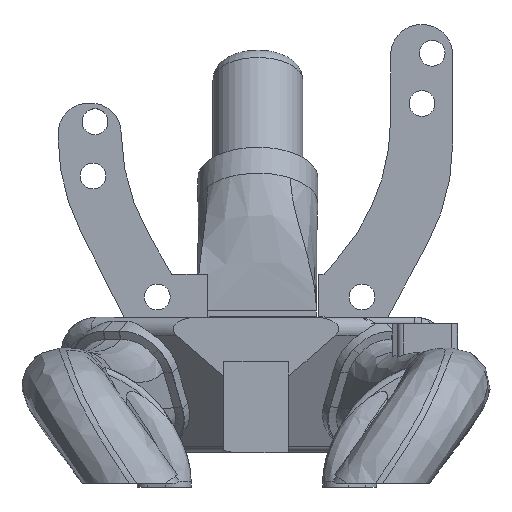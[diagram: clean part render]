
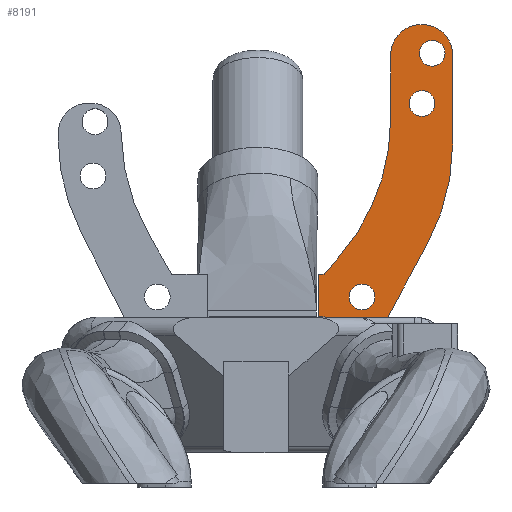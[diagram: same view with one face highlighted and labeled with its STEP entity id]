
A CAD part, front view. The second image highlights one B-rep face of the part: STEP entity #8191.
In plain terms, the highlighted planar face has unit normal (0, -1, 0).
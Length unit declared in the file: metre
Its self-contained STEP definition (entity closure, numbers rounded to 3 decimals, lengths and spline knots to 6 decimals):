
#366=CIRCLE('',#8705,0.00215);
#387=CIRCLE('',#8741,0.00215);
#388=CIRCLE('',#8742,0.034949);
#389=CIRCLE('',#8743,0.00507);
#390=CIRCLE('',#8744,0.00507);
#391=CIRCLE('',#8745,0.034949);
#392=CIRCLE('',#8746,0.00215);
#1394=ORIENTED_EDGE('',*,*,#3856,.T.);
#1395=ORIENTED_EDGE('',*,*,#3857,.T.);
#1396=ORIENTED_EDGE('',*,*,#3858,.T.);
#1397=ORIENTED_EDGE('',*,*,#3859,.F.);
#1398=ORIENTED_EDGE('',*,*,#3860,.T.);
#1399=ORIENTED_EDGE('',*,*,#3861,.F.);
#1400=ORIENTED_EDGE('',*,*,#3862,.T.);
#1401=ORIENTED_EDGE('',*,*,#3863,.T.);
#1402=ORIENTED_EDGE('',*,*,#3864,.T.);
#1403=ORIENTED_EDGE('',*,*,#3865,.T.);
#1404=ORIENTED_EDGE('',*,*,#3866,.T.);
#1405=ORIENTED_EDGE('',*,*,#3867,.F.);
#1406=ORIENTED_EDGE('',*,*,#3868,.F.);
#1407=ORIENTED_EDGE('',*,*,#3812,.T.);
#1408=ORIENTED_EDGE('',*,*,#3869,.F.);
#1409=ORIENTED_EDGE('',*,*,#3801,.T.);
#1410=ORIENTED_EDGE('',*,*,#3870,.F.);
#3801=EDGE_CURVE('',#5035,#5035,#366,.T.);
#3812=EDGE_CURVE('',#5046,#5047,#5810,.T.);
#3856=EDGE_CURVE('',#5082,#5082,#387,.T.);
#3857=EDGE_CURVE('',#5083,#5084,#5840,.T.);
#3858=EDGE_CURVE('',#5084,#5085,#388,.F.);
#3859=EDGE_CURVE('',#5086,#5085,#5841,.T.);
#3860=EDGE_CURVE('',#5086,#5087,#389,.F.);
#3861=EDGE_CURVE('',#5088,#5087,#5842,.T.);
#3862=EDGE_CURVE('',#5088,#5089,#390,.F.);
#3863=EDGE_CURVE('',#5089,#5090,#5843,.T.);
#3864=EDGE_CURVE('',#5090,#5091,#391,.T.);
#3865=EDGE_CURVE('',#5091,#5092,#5844,.T.);
#3866=EDGE_CURVE('',#5092,#5093,#5845,.T.);
#3867=EDGE_CURVE('',#5094,#5093,#5846,.F.);
#3868=EDGE_CURVE('',#5046,#5094,#5847,.T.);
#3869=EDGE_CURVE('',#5083,#5047,#5848,.T.);
#3870=EDGE_CURVE('',#5095,#5095,#392,.T.);
#5035=VERTEX_POINT('',#12077);
#5046=VERTEX_POINT('',#12106);
#5047=VERTEX_POINT('',#12107);
#5082=VERTEX_POINT('',#12197);
#5083=VERTEX_POINT('',#12199);
#5084=VERTEX_POINT('',#12200);
#5085=VERTEX_POINT('',#12202);
#5086=VERTEX_POINT('',#12204);
#5087=VERTEX_POINT('',#12206);
#5088=VERTEX_POINT('',#12208);
#5089=VERTEX_POINT('',#12210);
#5090=VERTEX_POINT('',#12212);
#5091=VERTEX_POINT('',#12214);
#5092=VERTEX_POINT('',#12216);
#5093=VERTEX_POINT('',#12218);
#5094=VERTEX_POINT('',#12220);
#5095=VERTEX_POINT('',#12224);
#5810=LINE('',#12105,#6384);
#5840=LINE('',#12198,#6414);
#5841=LINE('',#12203,#6415);
#5842=LINE('',#12207,#6416);
#5843=LINE('',#12211,#6417);
#5844=LINE('',#12215,#6418);
#5845=LINE('',#12217,#6419);
#5846=LINE('',#12219,#6420);
#5847=LINE('',#12221,#6421);
#5848=LINE('',#12222,#6422);
#6384=VECTOR('',#9659,1.);
#6414=VECTOR('',#9733,1.);
#6415=VECTOR('',#9736,1.);
#6416=VECTOR('',#9739,1.);
#6417=VECTOR('',#9742,1.);
#6418=VECTOR('',#9745,1.);
#6419=VECTOR('',#9746,1.);
#6420=VECTOR('',#9747,1.);
#6421=VECTOR('',#9748,1.);
#6422=VECTOR('',#9749,1.);
#6931=EDGE_LOOP('',(#1394));
#6932=EDGE_LOOP('',(#1395,#1396,#1397,#1398,#1399,#1400,#1401,#1402,#1403,
#1404,#1405,#1406,#1407,#1408));
#6933=EDGE_LOOP('',(#1409));
#6934=EDGE_LOOP('',(#1410));
#7457=FACE_BOUND('',#6931,.T.);
#7458=FACE_BOUND('',#6932,.T.);
#7459=FACE_BOUND('',#6933,.T.);
#7460=FACE_BOUND('',#6934,.T.);
#7939=PLANE('',#8740);
#8191=ADVANCED_FACE('',(#7457,#7458,#7459,#7460),#7939,.F.);
#8705=AXIS2_PLACEMENT_3D('',#12076,#9626,#9627);
#8740=AXIS2_PLACEMENT_3D('',#12195,#9729,#9730);
#8741=AXIS2_PLACEMENT_3D('',#12196,#9731,#9732);
#8742=AXIS2_PLACEMENT_3D('',#12201,#9734,#9735);
#8743=AXIS2_PLACEMENT_3D('',#12205,#9737,#9738);
#8744=AXIS2_PLACEMENT_3D('',#12209,#9740,#9741);
#8745=AXIS2_PLACEMENT_3D('',#12213,#9743,#9744);
#8746=AXIS2_PLACEMENT_3D('',#12223,#9750,#9751);
#9626=DIRECTION('',(0.,1.,0.));
#9627=DIRECTION('',(0.,0.,1.));
#9659=DIRECTION('',(-0.474,0.,-0.88));
#9729=DIRECTION('',(0.,1.,0.));
#9730=DIRECTION('',(-1.,0.,0.));
#9731=DIRECTION('',(0.,1.,0.));
#9732=DIRECTION('',(0.,0.,1.));
#9733=DIRECTION('',(0.475,0.,0.88));
#9734=DIRECTION('',(0.,1.,0.));
#9735=DIRECTION('',(0.,0.,1.));
#9736=DIRECTION('',(0.,0.,-1.));
#9737=DIRECTION('',(0.,1.,0.));
#9738=DIRECTION('',(0.,0.,1.));
#9739=DIRECTION('',(1.,0.,0.));
#9740=DIRECTION('',(0.,1.,0.));
#9741=DIRECTION('',(0.,0.,1.));
#9742=DIRECTION('',(0.,0.,-1.));
#9743=DIRECTION('',(0.,1.,0.));
#9744=DIRECTION('',(0.,0.,1.));
#9745=DIRECTION('',(-0.653,0.,-0.757));
#9746=DIRECTION('',(-1.,0.,0.));
#9747=DIRECTION('',(0.,0.,-1.));
#9748=DIRECTION('',(-1.,0.,0.));
#9749=DIRECTION('',(-1.,0.,0.));
#9750=DIRECTION('',(0.,-1.,0.));
#9751=DIRECTION('',(0.,0.,-1.));
#12076=CARTESIAN_POINT('',(0.012833,0.085683,-0.018315));
#12077=CARTESIAN_POINT('',(0.012833,0.085683,-0.016165));
#12105=CARTESIAN_POINT('',(0.012266,0.085683,-0.010935));
#12106=CARTESIAN_POINT('',(0.0065,0.085683,-0.021646));
#12107=CARTESIAN_POINT('',(0.006463,0.085683,-0.021713));
#12195=CARTESIAN_POINT('',(-0.004865,0.085683,-0.001712));
#12196=CARTESIAN_POINT('',(0.022845,0.085683,0.013935));
#12197=CARTESIAN_POINT('',(0.022845,0.085683,0.016085));
#12198=CARTESIAN_POINT('',(0.022525,0.085683,-0.01168));
#12199=CARTESIAN_POINT('',(0.017105,0.085683,-0.021713));
#12200=CARTESIAN_POINT('',(0.023745,0.085683,-0.009422));
#12201=CARTESIAN_POINT('',(-0.007004,0.085683,0.00719));
#12202=CARTESIAN_POINT('',(0.027946,0.085683,0.00719));
#12203=CARTESIAN_POINT('',(0.027946,0.085683,0.012731));
#12204=CARTESIAN_POINT('',(0.027946,0.085683,0.022039));
#12205=CARTESIAN_POINT('',(0.022876,0.085683,0.022039));
#12206=CARTESIAN_POINT('',(0.022876,0.085683,0.027108));
#12207=CARTESIAN_POINT('',(0.022774,0.085683,0.027108));
#12208=CARTESIAN_POINT('',(0.022672,0.085683,0.027108));
#12209=CARTESIAN_POINT('',(0.022672,0.085683,0.022039));
#12210=CARTESIAN_POINT('',(0.017602,0.085683,0.022039));
#12211=CARTESIAN_POINT('',(0.017602,0.085683,0.012731));
#12212=CARTESIAN_POINT('',(0.017602,0.085683,0.011347));
#12213=CARTESIAN_POINT('',(-0.017347,0.085683,0.011347));
#12214=CARTESIAN_POINT('',(0.009113,0.085683,-0.011485));
#12215=CARTESIAN_POINT('',(0.012051,0.085683,-0.00808));
#12216=CARTESIAN_POINT('',(0.0065,0.085683,-0.014513));
#12217=CARTESIAN_POINT('',(0.0065,0.085683,-0.014513));
#12218=CARTESIAN_POINT('',(0.0055,0.085683,-0.014513));
#12219=CARTESIAN_POINT('',(0.0055,0.085683,-0.021646));
#12220=CARTESIAN_POINT('',(0.0055,0.085683,-0.021646));
#12221=CARTESIAN_POINT('',(0.0065,0.085683,-0.021646));
#12222=CARTESIAN_POINT('',(0.027626,0.085683,-0.021713));
#12223=CARTESIAN_POINT('',(0.024529,0.085683,0.022321));
#12224=CARTESIAN_POINT('',(0.024529,0.085683,0.020171));
